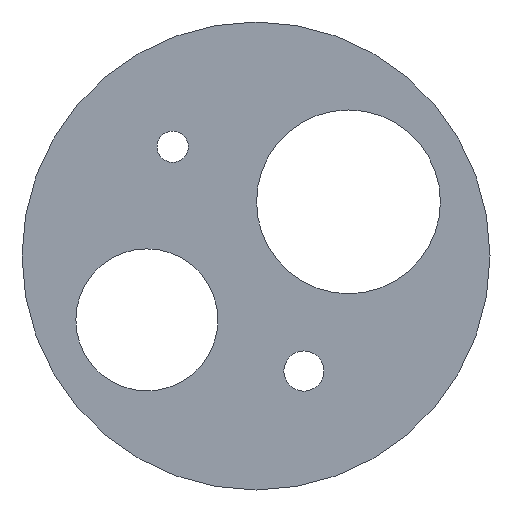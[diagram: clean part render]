
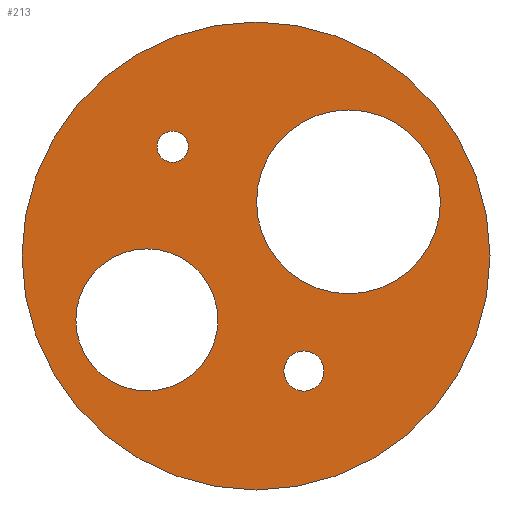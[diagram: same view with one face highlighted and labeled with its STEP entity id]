
A CAD part, front view. The second image highlights one B-rep face of the part: STEP entity #213.
In plain terms, the highlighted planar face has unit normal (0, -1, 0).
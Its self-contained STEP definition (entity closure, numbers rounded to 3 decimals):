
#3 = DIRECTION ( 'NONE',  ( 0., 1., 0. ) ) ;
#4 = CIRCLE ( 'NONE', #121, 16.5 ) ;
#5 = CARTESIAN_POINT ( 'NONE',  ( -90.211, 0., -17.852 ) ) ;
#6 = DIRECTION ( 'NONE',  ( 0., 1., 0. ) ) ;
#16 = EDGE_LOOP ( 'NONE', ( #136, #415 ) ) ;
#20 = AXIS2_PLACEMENT_3D ( 'NONE', #264, #379, #51 ) ;
#23 = DIRECTION ( 'NONE',  ( 0., 1., 0. ) ) ;
#27 = VERTEX_POINT ( 'NONE', #236 ) ;
#32 = FACE_OUTER_BOUND ( 'NONE', #16, .T. ) ;
#42 = DIRECTION ( 'NONE',  ( 0., 0., 1. ) ) ;
#46 = VERTEX_POINT ( 'NONE', #67 ) ;
#47 = CARTESIAN_POINT ( 'NONE',  ( -54.029, 0., 16.084 ) ) ;
#48 = EDGE_LOOP ( 'NONE', ( #392, #339 ) ) ;
#51 = DIRECTION ( 'NONE',  ( 0., 0., 1. ) ) ;
#52 = ORIENTED_EDGE ( 'NONE', *, *, #420, .T. ) ;
#67 = CARTESIAN_POINT ( 'NONE',  ( -62.028, 0., -17.887 ) ) ;
#68 = AXIS2_PLACEMENT_3D ( 'NONE', #446, #293, #331 ) ;
#74 = CIRCLE ( 'NONE', #360, 2.803 ) ;
#76 = PLANE ( 'NONE',  #284 ) ;
#77 = DIRECTION ( 'NONE',  ( 0., 1., 0. ) ) ;
#82 = CIRCLE ( 'NONE', #372, 12.75 ) ;
#84 = VERTEX_POINT ( 'NONE', #171 ) ;
#89 = CARTESIAN_POINT ( 'NONE',  ( -85.584, 0., 23.184 ) ) ;
#94 = CIRCLE ( 'NONE', #215, 42. ) ;
#98 = EDGE_LOOP ( 'NONE', ( #52, #228 ) ) ;
#101 = ORIENTED_EDGE ( 'NONE', *, *, #330, .T. ) ;
#114 = EDGE_CURVE ( 'NONE', #388, #46, #177, .T. ) ;
#116 = DIRECTION ( 'NONE',  ( 0., 1., 0. ) ) ;
#121 = AXIS2_PLACEMENT_3D ( 'NONE', #376, #6, #149 ) ;
#130 = EDGE_CURVE ( 'NONE', #241, #234, #94, .T. ) ;
#133 = CARTESIAN_POINT ( 'NONE',  ( -62.028, 0., -14.285 ) ) ;
#134 = VERTEX_POINT ( 'NONE', #457 ) ;
#136 = ORIENTED_EDGE ( 'NONE', *, *, #300, .F. ) ;
#142 = CARTESIAN_POINT ( 'NONE',  ( -70.625, 0., 6.364 ) ) ;
#149 = DIRECTION ( 'NONE',  ( 0., 0., 1. ) ) ;
#154 = CARTESIAN_POINT ( 'NONE',  ( -54.029, 0., 32.584 ) ) ;
#160 = ORIENTED_EDGE ( 'NONE', *, *, #332, .T. ) ;
#164 = DIRECTION ( 'NONE',  ( 0., 0., 1. ) ) ;
#169 = EDGE_LOOP ( 'NONE', ( #101, #160 ) ) ;
#171 = CARTESIAN_POINT ( 'NONE',  ( -90.211, 0., 7.648 ) ) ;
#174 = DIRECTION ( 'NONE',  ( 0., 1., 0. ) ) ;
#177 = CIRCLE ( 'NONE', #466, 3.603 ) ;
#183 = DIRECTION ( 'NONE',  ( 0., 0., 1. ) ) ;
#186 = AXIS2_PLACEMENT_3D ( 'NONE', #449, #197, #269 ) ;
#188 = DIRECTION ( 'NONE',  ( 0., 0., 1. ) ) ;
#197 = DIRECTION ( 'NONE',  ( 0., 1., 0. ) ) ;
#208 = ORIENTED_EDGE ( 'NONE', *, *, #468, .T. ) ;
#211 = CIRCLE ( 'NONE', #186, 3.603 ) ;
#213 = ADVANCED_FACE ( 'NONE', ( #219, #288, #399, #283, #32 ), #76, .F. ) ;
#215 = AXIS2_PLACEMENT_3D ( 'NONE', #350, #23, #314 ) ;
#219 = FACE_BOUND ( 'NONE', #315, .T. ) ;
#224 = CIRCLE ( 'NONE', #20, 12.75 ) ;
#228 = ORIENTED_EDGE ( 'NONE', *, *, #249, .T. ) ;
#234 = VERTEX_POINT ( 'NONE', #245 ) ;
#236 = CARTESIAN_POINT ( 'NONE',  ( -85.584, 0., 28.789 ) ) ;
#241 = VERTEX_POINT ( 'NONE', #400 ) ;
#245 = CARTESIAN_POINT ( 'NONE',  ( -70.625, 0., -35.636 ) ) ;
#249 = EDGE_CURVE ( 'NONE', #458, #27, #74, .T. ) ;
#257 = CARTESIAN_POINT ( 'NONE',  ( -90.211, 0., -5.102 ) ) ;
#261 = CARTESIAN_POINT ( 'NONE',  ( -62.028, 0., -10.682 ) ) ;
#264 = CARTESIAN_POINT ( 'NONE',  ( -90.211, 0., -5.102 ) ) ;
#267 = CIRCLE ( 'NONE', #68, 2.803 ) ;
#269 = DIRECTION ( 'NONE',  ( 0., 0., 1. ) ) ;
#283 = FACE_BOUND ( 'NONE', #48, .T. ) ;
#284 = AXIS2_PLACEMENT_3D ( 'NONE', #142, #432, #467 ) ;
#288 = FACE_BOUND ( 'NONE', #98, .T. ) ;
#293 = DIRECTION ( 'NONE',  ( 0., 1., 0. ) ) ;
#300 = EDGE_CURVE ( 'NONE', #234, #241, #329, .T. ) ;
#309 = AXIS2_PLACEMENT_3D ( 'NONE', #47, #3, #443 ) ;
#311 = VERTEX_POINT ( 'NONE', #5 ) ;
#313 = EDGE_CURVE ( 'NONE', #84, #311, #82, .T. ) ;
#314 = DIRECTION ( 'NONE',  ( 0., 0., 1. ) ) ;
#315 = EDGE_LOOP ( 'NONE', ( #428, #208 ) ) ;
#329 = CIRCLE ( 'NONE', #434, 42. ) ;
#330 = EDGE_CURVE ( 'NONE', #413, #134, #4, .T. ) ;
#331 = DIRECTION ( 'NONE',  ( 0., 0., 1. ) ) ;
#332 = EDGE_CURVE ( 'NONE', #134, #413, #398, .T. ) ;
#339 = ORIENTED_EDGE ( 'NONE', *, *, #435, .T. ) ;
#350 = CARTESIAN_POINT ( 'NONE',  ( -70.625, 0., 6.364 ) ) ;
#360 = AXIS2_PLACEMENT_3D ( 'NONE', #404, #77, #183 ) ;
#372 = AXIS2_PLACEMENT_3D ( 'NONE', #257, #116, #188 ) ;
#376 = CARTESIAN_POINT ( 'NONE',  ( -54.029, 0., 16.084 ) ) ;
#379 = DIRECTION ( 'NONE',  ( 0., 1., 0. ) ) ;
#388 = VERTEX_POINT ( 'NONE', #261 ) ;
#392 = ORIENTED_EDGE ( 'NONE', *, *, #313, .T. ) ;
#398 = CIRCLE ( 'NONE', #309, 16.5 ) ;
#399 = FACE_BOUND ( 'NONE', #169, .T. ) ;
#400 = CARTESIAN_POINT ( 'NONE',  ( -70.625, 0., 48.364 ) ) ;
#404 = CARTESIAN_POINT ( 'NONE',  ( -85.584, 0., 25.986 ) ) ;
#409 = DIRECTION ( 'NONE',  ( 0., 1., 0. ) ) ;
#413 = VERTEX_POINT ( 'NONE', #154 ) ;
#415 = ORIENTED_EDGE ( 'NONE', *, *, #130, .F. ) ;
#420 = EDGE_CURVE ( 'NONE', #27, #458, #267, .T. ) ;
#428 = ORIENTED_EDGE ( 'NONE', *, *, #114, .T. ) ;
#432 = DIRECTION ( 'NONE',  ( 0., 1., 0. ) ) ;
#434 = AXIS2_PLACEMENT_3D ( 'NONE', #445, #409, #42 ) ;
#435 = EDGE_CURVE ( 'NONE', #311, #84, #224, .T. ) ;
#443 = DIRECTION ( 'NONE',  ( 0., 0., 1. ) ) ;
#445 = CARTESIAN_POINT ( 'NONE',  ( -70.625, 0., 6.364 ) ) ;
#446 = CARTESIAN_POINT ( 'NONE',  ( -85.584, 0., 25.986 ) ) ;
#449 = CARTESIAN_POINT ( 'NONE',  ( -62.028, 0., -14.285 ) ) ;
#457 = CARTESIAN_POINT ( 'NONE',  ( -54.029, 0., -0.416 ) ) ;
#458 = VERTEX_POINT ( 'NONE', #89 ) ;
#466 = AXIS2_PLACEMENT_3D ( 'NONE', #133, #174, #164 ) ;
#467 = DIRECTION ( 'NONE',  ( 0., 0., 1. ) ) ;
#468 = EDGE_CURVE ( 'NONE', #46, #388, #211, .T. ) ;
